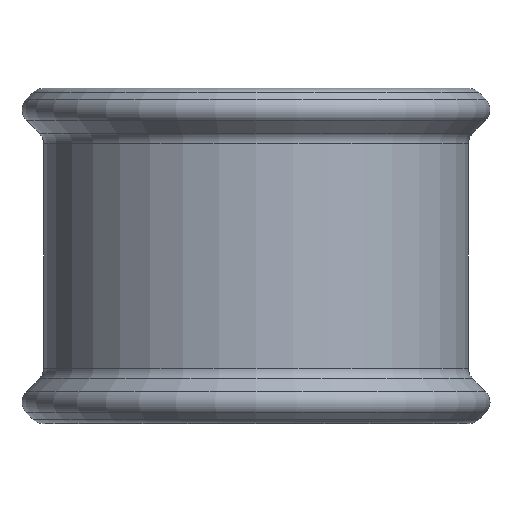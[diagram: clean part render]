
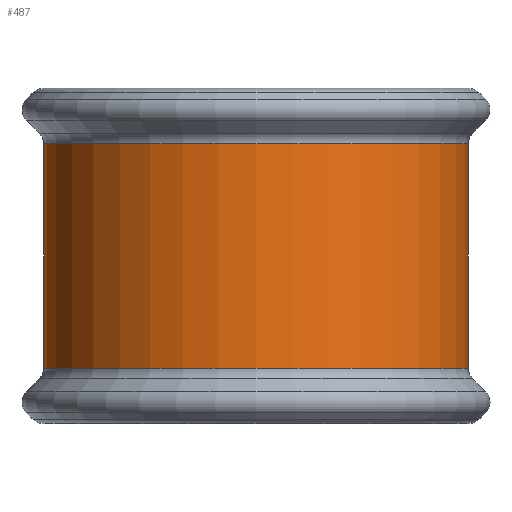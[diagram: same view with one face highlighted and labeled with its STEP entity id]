
A CAD part, front view. The second image highlights one B-rep face of the part: STEP entity #487.
In plain terms, the highlighted cylindrical face has radius 10.922 mm (diameter 21.844 mm), a partial arc.
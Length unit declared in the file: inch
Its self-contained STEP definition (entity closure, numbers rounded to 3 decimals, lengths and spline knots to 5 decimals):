
#25 = ORIENTED_EDGE ( 'NONE', *, *, #2093, .T. ) ;
#201 = DIRECTION ( 'NONE',  ( 0., 0., 1. ) ) ;
#487 = ADVANCED_FACE ( 'NONE', ( #1113 ), #4120, .T. ) ;
#543 = VECTOR ( 'NONE', #201, 39.37008 ) ;
#733 = EDGE_CURVE ( 'NONE', #1682, #4841, #4342, .T. ) ;
#864 = EDGE_CURVE ( 'NONE', #5890, #4841, #1920, .T. ) ;
#943 = ORIENTED_EDGE ( 'NONE', *, *, #733, .T. ) ;
#1006 = DIRECTION ( 'NONE',  ( 0., 0., 1. ) ) ;
#1113 = FACE_OUTER_BOUND ( 'NONE', #3210, .T. ) ;
#1131 = CARTESIAN_POINT ( 'NONE',  ( 0.375, -0.413, 0.22729 ) ) ;
#1292 = CIRCLE ( 'NONE', #4263, 0.43 ) ;
#1458 = CARTESIAN_POINT ( 'NONE',  ( 0.375, -0.413, 0.22729 ) ) ;
#1610 = CARTESIAN_POINT ( 'NONE',  ( -0.055, -0.843, 0.22729 ) ) ;
#1626 = VECTOR ( 'NONE', #1006, 39.37008 ) ;
#1682 = VERTEX_POINT ( 'NONE', #1131 ) ;
#1704 = CARTESIAN_POINT ( 'NONE',  ( 0.375, -0.843, -0.22729 ) ) ;
#1920 = LINE ( 'NONE', #1610, #543 ) ;
#1970 = CARTESIAN_POINT ( 'NONE',  ( 0.375, -0.843, 0.22729 ) ) ;
#2093 = EDGE_CURVE ( 'NONE', #2367, #1682, #2869, .T. ) ;
#2171 = DIRECTION ( 'NONE',  ( -1., 0., 0. ) ) ;
#2251 = CARTESIAN_POINT ( 'NONE',  ( 0.375, -0.843, 0. ) ) ;
#2367 = VERTEX_POINT ( 'NONE', #4909 ) ;
#2443 = DIRECTION ( 'NONE',  ( -1., 0., 0. ) ) ;
#2526 = AXIS2_PLACEMENT_3D ( 'NONE', #2251, #2724, #5088 ) ;
#2724 = DIRECTION ( 'NONE',  ( 0., 0., -1. ) ) ;
#2869 = LINE ( 'NONE', #1458, #1626 ) ;
#3210 = EDGE_LOOP ( 'NONE', ( #25, #943, #3358, #3668 ) ) ;
#3358 = ORIENTED_EDGE ( 'NONE', *, *, #864, .F. ) ;
#3668 = ORIENTED_EDGE ( 'NONE', *, *, #4262, .F. ) ;
#3771 = CARTESIAN_POINT ( 'NONE',  ( -0.055, -0.843, -0.22729 ) ) ;
#4120 = CYLINDRICAL_SURFACE ( 'NONE', #2526, 0.43 ) ;
#4262 = EDGE_CURVE ( 'NONE', #2367, #5890, #1292, .T. ) ;
#4263 = AXIS2_PLACEMENT_3D ( 'NONE', #1704, #4978, #2171 ) ;
#4342 = CIRCLE ( 'NONE', #5365, 0.43 ) ;
#4841 = VERTEX_POINT ( 'NONE', #5936 ) ;
#4909 = CARTESIAN_POINT ( 'NONE',  ( 0.375, -0.413, -0.22729 ) ) ;
#4978 = DIRECTION ( 'NONE',  ( 0., 0., -1. ) ) ;
#5088 = DIRECTION ( 'NONE',  ( -1., 0., 0. ) ) ;
#5266 = DIRECTION ( 'NONE',  ( 0., 0., -1. ) ) ;
#5365 = AXIS2_PLACEMENT_3D ( 'NONE', #1970, #5266, #2443 ) ;
#5890 = VERTEX_POINT ( 'NONE', #3771 ) ;
#5936 = CARTESIAN_POINT ( 'NONE',  ( -0.055, -0.843, 0.22729 ) ) ;
